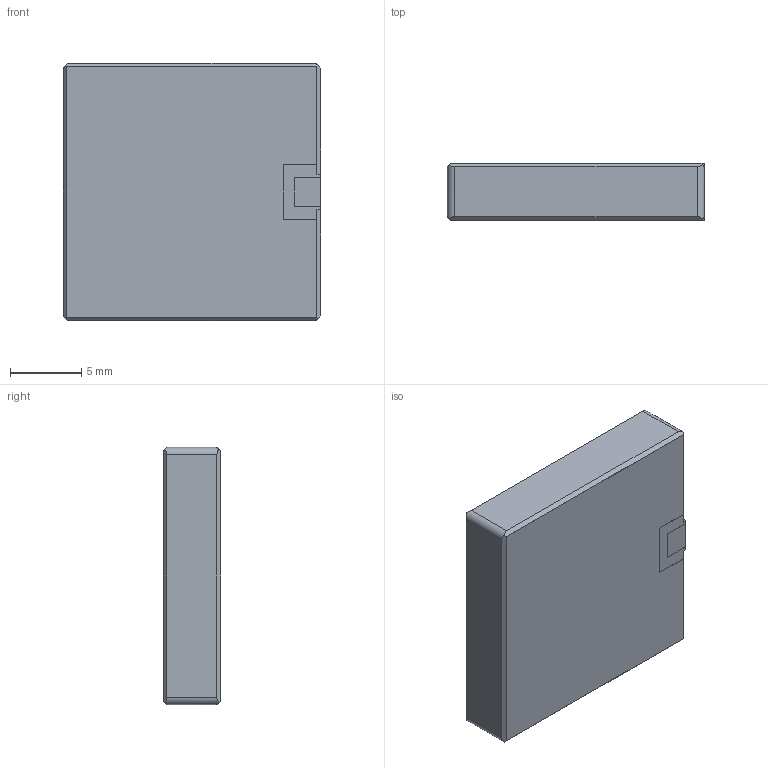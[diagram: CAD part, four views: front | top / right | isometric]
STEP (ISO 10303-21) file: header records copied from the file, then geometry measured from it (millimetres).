
FILE_DESCRIPTION (( 'STEP AP214' ), '1' );
FILE_NAME ('User Library-taoglasAntennaSGGP18A.STEP', '2019-03-09T13:38:24', ( '' ), ( '' ), 'SwSTEP 2.0', 'SolidWorks 2019', '' );
FILE_SCHEMA (( 'AUTOMOTIVE_DESIGN' ));
Length unit declared in the file: millimetre
Products named in the file (1): User Library-taoglasAntennaSGGP18A
Bounding box: 18.01 x 4.01 x 18 mm (x, y, z)
Volume: 1294.2 mm3; surface area: 2062.7 mm2
Topology: 11 solids, 11 shells, 172 faces, 450 edges, 300 vertices
Faces by surface type: plane 97, bspline 71, cylinder 4
Entity records: 10034 total; most frequent: CARTESIAN_POINT 4578, ORIENTED_EDGE 900, DIRECTION 496, EDGE_CURVE 450, VERTEX_POINT 300, LINE 292, VECTOR 292, EDGE_LOOP 182
